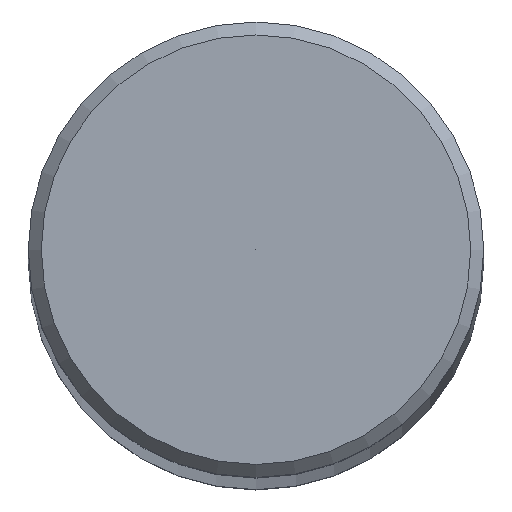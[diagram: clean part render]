
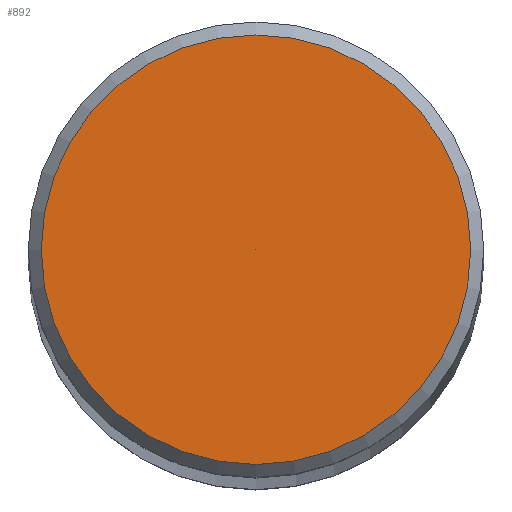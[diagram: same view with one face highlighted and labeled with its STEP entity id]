
A CAD part, top view. The second image highlights one B-rep face of the part: STEP entity #892.
In plain terms, the highlighted face is planar.
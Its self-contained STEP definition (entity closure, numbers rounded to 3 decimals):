
#112=PLANE('',#1058);
#260=FACE_OUTER_BOUND('',#408,.T.);
#408=EDGE_LOOP('',(#778));
#482=CIRCLE('',#1057,3.3);
#556=VERTEX_POINT('',#1631);
#630=EDGE_CURVE('',#556,#556,#482,.T.);
#778=ORIENTED_EDGE('',*,*,#630,.F.);
#892=ADVANCED_FACE('',(#260),#112,.T.);
#1057=AXIS2_PLACEMENT_3D('',#1632,#1380,#1381);
#1058=AXIS2_PLACEMENT_3D('',#1633,#1382,#1383);
#1380=DIRECTION('center_axis',(0.,-1.,0.));
#1381=DIRECTION('ref_axis',(1.,0.,0.));
#1382=DIRECTION('center_axis',(0.,1.,0.));
#1383=DIRECTION('ref_axis',(0.,0.,1.));
#1631=CARTESIAN_POINT('',(-3.3,5.,0.));
#1632=CARTESIAN_POINT('Origin',(0.,5.,0.));
#1633=CARTESIAN_POINT('Origin',(0.,5.,0.));
